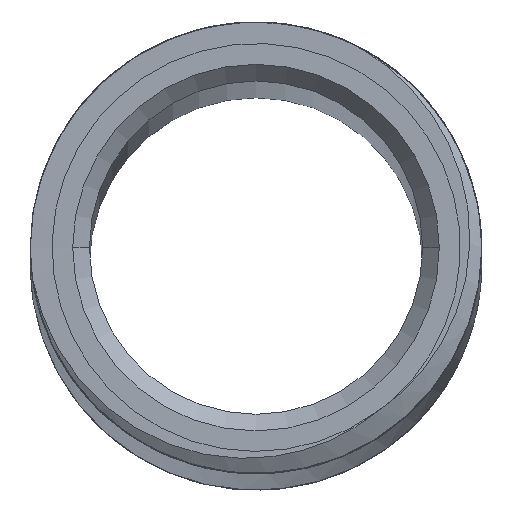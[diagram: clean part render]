
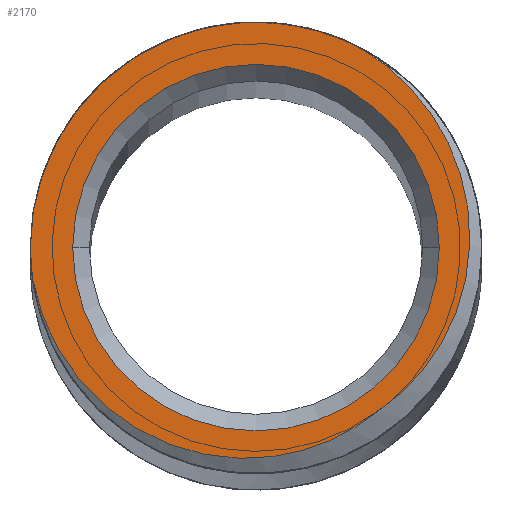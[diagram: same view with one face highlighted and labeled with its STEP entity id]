
A CAD part, top view. The second image highlights one B-rep face of the part: STEP entity #2170.
In plain terms, the highlighted planar face has unit normal (0, 0, 1).
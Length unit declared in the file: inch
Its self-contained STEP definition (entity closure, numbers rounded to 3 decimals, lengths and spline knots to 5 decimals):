
#88=CARTESIAN_POINT('',(0.,0.,9.));
#89=DIRECTION('',(0.,0.,-1.));
#90=DIRECTION('',(-1.,0.,0.));
#91=AXIS2_PLACEMENT_3D('',#88,#89,#90);
#93=CARTESIAN_POINT('',(0.,0.,9.));
#94=DIRECTION('',(0.,0.,-1.));
#95=DIRECTION('',(1.,0.,0.));
#96=AXIS2_PLACEMENT_3D('',#93,#94,#95);
#98=CARTESIAN_POINT('',(0.22277,-0.30662,9.));
#99=CARTESIAN_POINT('',(0.24604,-0.29147,9.));
#100=CARTESIAN_POINT('',(0.28767,-0.25697,9.));
#101=CARTESIAN_POINT('',(0.33547,-0.19811,9.));
#102=CARTESIAN_POINT('',(0.37421,-0.1244,9.));
#103=CARTESIAN_POINT('',(0.39731,-0.03742,9.));
#104=CARTESIAN_POINT('',(0.39973,0.05433,9.));
#105=CARTESIAN_POINT('',(0.38216,0.14039,9.));
#106=CARTESIAN_POINT('',(0.35025,0.21403,9.));
#107=CARTESIAN_POINT('',(0.30715,0.2781,9.));
#108=CARTESIAN_POINT('',(0.24667,0.33846,9.));
#109=CARTESIAN_POINT('',(0.1959,0.37121,9.));
#110=CARTESIAN_POINT('',(0.16735,0.38522,9.));
#112=CARTESIAN_POINT('',(-0.41603,-0.05763,9.));
#113=CARTESIAN_POINT('',(-0.40931,-0.09355,9.));
#114=CARTESIAN_POINT('',(-0.38725,-0.16068,9.));
#115=CARTESIAN_POINT('',(-0.33103,-0.24936,9.));
#116=CARTESIAN_POINT('',(-0.25303,-0.32164,9.));
#117=CARTESIAN_POINT('',(-0.16227,-0.36998,9.));
#118=CARTESIAN_POINT('',(-0.06357,-0.39386,9.));
#119=CARTESIAN_POINT('',(0.03846,-0.39232,9.));
#120=CARTESIAN_POINT('',(0.1398,-0.36271,9.));
#121=CARTESIAN_POINT('',(0.19636,-0.32801,9.));
#122=CARTESIAN_POINT('',(0.22277,-0.30662,9.));
#124=CARTESIAN_POINT('',(-0.42011,-0.00001,
8.99928));
#125=CARTESIAN_POINT('',(-0.42011,-0.00966,
8.99928));
#126=CARTESIAN_POINT('',(-0.41928,-0.0289,
9.00036));
#127=CARTESIAN_POINT('',(-0.41735,-0.04807,9.));
#128=CARTESIAN_POINT('',(-0.41603,-0.05763,9.));
#130=CARTESIAN_POINT('',(0.16735,0.38522,9.));
#131=CARTESIAN_POINT('',(0.14907,0.39316,9.));
#132=CARTESIAN_POINT('',(0.11179,0.4063,9.));
#133=CARTESIAN_POINT('',(0.05331,0.41802,9.));
#134=CARTESIAN_POINT('',(-0.00614,0.42136,
9.));
#135=CARTESIAN_POINT('',(-0.0655,0.41628,
9.));
#136=CARTESIAN_POINT('',(-0.12354,0.40289,
9.));
#137=CARTESIAN_POINT('',(-0.17911,0.38144,
9.));
#138=CARTESIAN_POINT('',(-0.23111,0.35238,
9.));
#139=CARTESIAN_POINT('',(-0.27848,0.31627,
9.));
#140=CARTESIAN_POINT('',(-0.3203,0.27384,
9.));
#141=CARTESIAN_POINT('',(-0.35571,0.22595,
8.99999));
#142=CARTESIAN_POINT('',(-0.38401,0.17353,
9.00002));
#143=CARTESIAN_POINT('',(-0.40466,0.11767,
8.99991));
#144=CARTESIAN_POINT('',(-0.41714,0.05936,
9.00034));
#145=CARTESIAN_POINT('',(-0.42011,0.01993,
8.99928));
#146=CARTESIAN_POINT('',(-0.42011,-0.00001,
8.99928));
#238=CARTESIAN_POINT('',(-0.42011,-0.00001,
8.99928));
#1952=CARTESIAN_POINT('',(-0.341,0.,9.));
#1953=CARTESIAN_POINT('',(0.341,0.,9.));
#1954=VERTEX_POINT('',#1952);
#1955=VERTEX_POINT('',#1953);
#1971=VERTEX_POINT('',#98);
#1972=VERTEX_POINT('',#110);
#1973=VERTEX_POINT('',#112);
#1980=VERTEX_POINT('',#238);
#2150=CARTESIAN_POINT('',(0.,0.,9.));
#2151=DIRECTION('',(0.,0.,1.));
#2152=DIRECTION('',(1.,0.,0.));
#2153=AXIS2_PLACEMENT_3D('',#2150,#2151,#2152);
#2154=PLANE('',#2153);
#2156=ORIENTED_EDGE('',*,*,#2155,.F.);
#2158=ORIENTED_EDGE('',*,*,#2157,.F.);
#2160=ORIENTED_EDGE('',*,*,#2159,.F.);
#2162=ORIENTED_EDGE('',*,*,#2161,.F.);
#2163=EDGE_LOOP('',(#2156,#2158,#2160,#2162));
#2164=FACE_OUTER_BOUND('',#2163,.F.);
#2166=ORIENTED_EDGE('',*,*,#2165,.F.);
#2167=ORIENTED_EDGE('',*,*,#2140,.F.);
#2168=EDGE_LOOP('',(#2166,#2167));
#2169=FACE_BOUND('',#2168,.F.);
#2170=ADVANCED_FACE('',(#2164,#2169),#2154,.T.);
#92=CIRCLE('',#91,0.341);
#97=CIRCLE('',#96,0.341);
#111=B_SPLINE_CURVE_WITH_KNOTS('',3,(#98,#99,#100,#101,#102,#103,#104,#105,#106,
#107,#108,#109,#110),.UNSPECIFIED.,.F.,.F.,(4,1,1,1,1,1,1,1,1,1,4),(0.,0.1,
0.2,0.3,0.4,0.5,0.6,0.7,0.8,0.9,1.),.UNSPECIFIED.);
#123=B_SPLINE_CURVE_WITH_KNOTS('',3,(#112,#113,#114,#115,#116,#117,#118,#119,
#120,#121,#122),.UNSPECIFIED.,.F.,.F.,(4,1,1,1,1,1,1,1,4),(0.,0.125,0.25,
0.375,0.5,0.625,0.75,0.875,1.),.UNSPECIFIED.);
#129=B_SPLINE_CURVE_WITH_KNOTS('',3,(#124,#125,#126,#127,#128),.UNSPECIFIED.,
.F.,.F.,(4,1,4),(0.,0.5,1.),.UNSPECIFIED.);
#147=B_SPLINE_CURVE_WITH_KNOTS('',3,(#130,#131,#132,#133,#134,#135,#136,#137,
#138,#139,#140,#141,#142,#143,#144,#145,#146),.UNSPECIFIED.,.F.,.F.,(4,1,1,1,1,
1,1,1,1,1,1,1,1,1,4),(0.,0.07143,0.14286,
0.21429,0.28571,0.35714,0.42857,0.5,
0.57143,0.64286,0.71429,0.78571,
0.85714,0.92857,1.),.UNSPECIFIED.);
#2140=EDGE_CURVE('',#1955,#1954,#97,.T.);
#2155=EDGE_CURVE('',#1971,#1972,#111,.T.);
#2157=EDGE_CURVE('',#1973,#1971,#123,.T.);
#2159=EDGE_CURVE('',#1980,#1973,#129,.T.);
#2161=EDGE_CURVE('',#1972,#1980,#147,.T.);
#2165=EDGE_CURVE('',#1954,#1955,#92,.T.);
